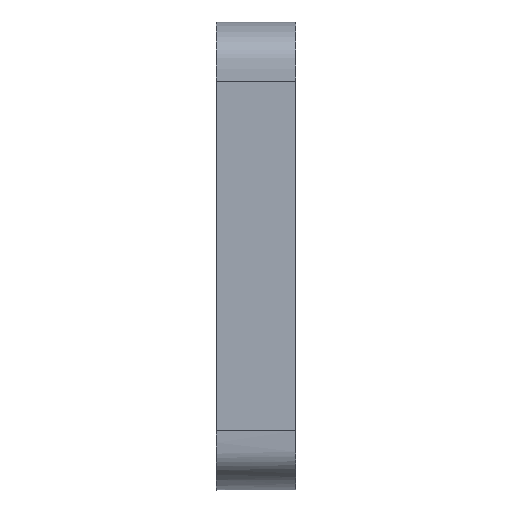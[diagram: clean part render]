
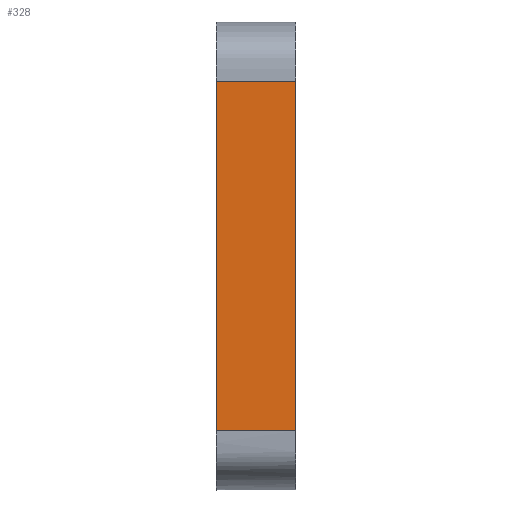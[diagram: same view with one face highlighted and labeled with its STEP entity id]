
A CAD part, front view. The second image highlights one B-rep face of the part: STEP entity #328.
In plain terms, the highlighted planar face has unit normal (0, -1, 0).
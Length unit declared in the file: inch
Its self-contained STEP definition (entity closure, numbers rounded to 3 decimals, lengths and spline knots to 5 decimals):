
#19=PLANE('',#384);
#41=FACE_OUTER_BOUND('',#59,.T.);
#59=EDGE_LOOP('',(#258,#259,#260,#261));
#77=LINE('',#698,#95);
#78=LINE('',#701,#96);
#79=LINE('',#703,#97);
#80=LINE('',#704,#98);
#95=VECTOR('',#480,0.3937);
#96=VECTOR('',#483,0.3937);
#97=VECTOR('',#484,0.3937);
#98=VECTOR('',#485,0.3937);
#152=VERTEX_POINT('',#636);
#153=VERTEX_POINT('',#667);
#154=VERTEX_POINT('',#700);
#155=VERTEX_POINT('',#702);
#197=EDGE_CURVE('',#152,#153,#77,.T.);
#198=EDGE_CURVE('',#154,#152,#78,.T.);
#199=EDGE_CURVE('',#155,#153,#79,.T.);
#200=EDGE_CURVE('',#154,#155,#80,.T.);
#258=ORIENTED_EDGE('',*,*,#198,.T.);
#259=ORIENTED_EDGE('',*,*,#197,.T.);
#260=ORIENTED_EDGE('',*,*,#199,.F.);
#261=ORIENTED_EDGE('',*,*,#200,.F.);
#328=ADVANCED_FACE('',(#41),#19,.T.);
#384=AXIS2_PLACEMENT_3D('',#699,#481,#482);
#480=DIRECTION('',(1.,0.,0.));
#481=DIRECTION('center_axis',(0.,-1.,0.));
#482=DIRECTION('ref_axis',(0.,0.,-1.));
#483=DIRECTION('',(0.,0.,-1.));
#484=DIRECTION('',(0.,0.,-1.));
#485=DIRECTION('',(1.,0.,0.));
#636=CARTESIAN_POINT('',(0.,-0.30247,-0.35472));
#667=CARTESIAN_POINT('',(0.125,-0.30247,-0.35472));
#698=CARTESIAN_POINT('',(0.,-0.30247,-0.35472));
#699=CARTESIAN_POINT('Origin',(0.,-0.30247,0.19472));
#700=CARTESIAN_POINT('',(0.,-0.30247,0.19472));
#701=CARTESIAN_POINT('',(0.,-0.30247,0.19472));
#702=CARTESIAN_POINT('',(0.125,-0.30247,0.19472));
#703=CARTESIAN_POINT('',(0.125,-0.30247,0.19472));
#704=CARTESIAN_POINT('',(0.,-0.30247,0.19472));
